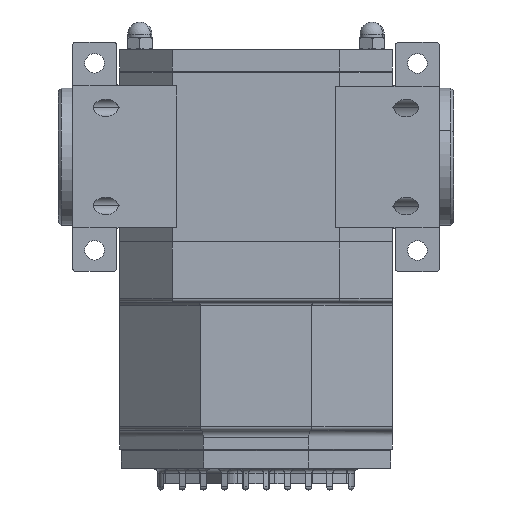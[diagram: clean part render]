
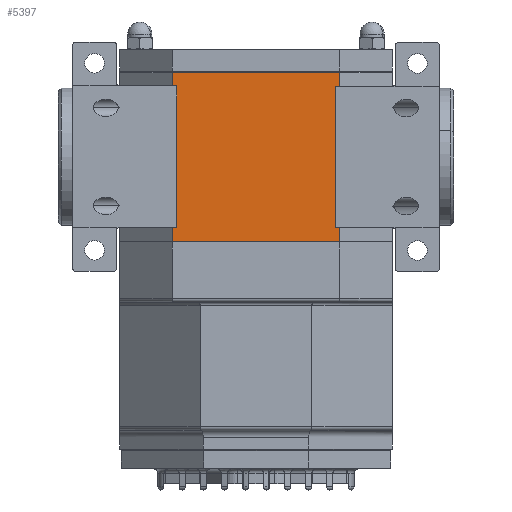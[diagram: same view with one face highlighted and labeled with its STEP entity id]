
A CAD part, front view. The second image highlights one B-rep face of the part: STEP entity #5397.
In plain terms, the highlighted planar face has unit normal (0, -1, 0).
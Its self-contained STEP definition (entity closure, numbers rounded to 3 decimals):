
#73 = DIRECTION ( 'NONE',  ( -1., 0., 0. ) ) ;
#525 = VERTEX_POINT ( 'NONE', #2398 ) ;
#682 = CARTESIAN_POINT ( 'NONE',  ( 55.5, -148., 0.5 ) ) ;
#698 = DIRECTION ( 'NONE',  ( 1., 0., 0. ) ) ;
#1868 = VERTEX_POINT ( 'NONE', #682 ) ;
#2150 = PLANE ( 'NONE',  #3559 ) ;
#2398 = CARTESIAN_POINT ( 'NONE',  ( -55.5, -148., 112.3 ) ) ;
#3009 = LINE ( 'NONE', #28675, #21434 ) ;
#3293 = ORIENTED_EDGE ( 'NONE', *, *, #15278, .T. ) ;
#3559 = AXIS2_PLACEMENT_3D ( 'NONE', #25611, #28082, #12003 ) ;
#3725 = ORIENTED_EDGE ( 'NONE', *, *, #25673, .T. ) ;
#5351 = FACE_OUTER_BOUND ( 'NONE', #16921, .T. ) ;
#5397 = ADVANCED_FACE ( 'NONE', ( #5351 ), #2150, .F. ) ;
#7476 = CARTESIAN_POINT ( 'NONE',  ( 55.5, -148., 112.8 ) ) ;
#8136 = LINE ( 'NONE', #7476, #23782 ) ;
#8455 = CARTESIAN_POINT ( 'NONE',  ( -55.5, -148., 0.5 ) ) ;
#9494 = ORIENTED_EDGE ( 'NONE', *, *, #30261, .T. ) ;
#10270 = CARTESIAN_POINT ( 'NONE',  ( 55.5, -148., 112.3 ) ) ;
#12003 = DIRECTION ( 'NONE',  ( -1., 0., 0. ) ) ;
#13587 = CARTESIAN_POINT ( 'NONE',  ( 55.5, -148., 112.3 ) ) ;
#14179 = VECTOR ( 'NONE', #29188, 1000. ) ;
#14960 = VERTEX_POINT ( 'NONE', #8455 ) ;
#15278 = EDGE_CURVE ( 'NONE', #14960, #1868, #3009, .T. ) ;
#15779 = EDGE_CURVE ( 'NONE', #16593, #1868, #8136, .T. ) ;
#16288 = VECTOR ( 'NONE', #73, 1000. ) ;
#16501 = LINE ( 'NONE', #23911, #14179 ) ;
#16593 = VERTEX_POINT ( 'NONE', #13587 ) ;
#16921 = EDGE_LOOP ( 'NONE', ( #32123, #9494, #3725, #3293 ) ) ;
#19672 = LINE ( 'NONE', #10270, #16288 ) ;
#21434 = VECTOR ( 'NONE', #698, 1000. ) ;
#23782 = VECTOR ( 'NONE', #27910, 1000. ) ;
#23911 = CARTESIAN_POINT ( 'NONE',  ( -55.5, -148., 112.8 ) ) ;
#25611 = CARTESIAN_POINT ( 'NONE',  ( 55.5, -148., 112.8 ) ) ;
#25673 = EDGE_CURVE ( 'NONE', #525, #14960, #16501, .T. ) ;
#27910 = DIRECTION ( 'NONE',  ( 0., 0., -1. ) ) ;
#28082 = DIRECTION ( 'NONE',  ( 0., 1., 0. ) ) ;
#28675 = CARTESIAN_POINT ( 'NONE',  ( 55.5, -148., 0.5 ) ) ;
#29188 = DIRECTION ( 'NONE',  ( 0., 0., -1. ) ) ;
#30261 = EDGE_CURVE ( 'NONE', #16593, #525, #19672, .T. ) ;
#32123 = ORIENTED_EDGE ( 'NONE', *, *, #15779, .F. ) ;
